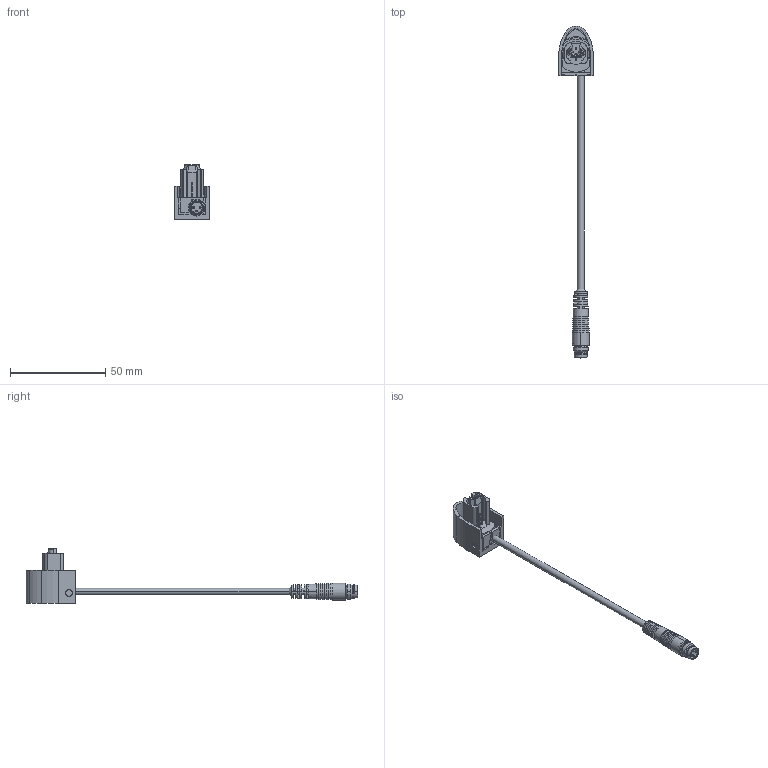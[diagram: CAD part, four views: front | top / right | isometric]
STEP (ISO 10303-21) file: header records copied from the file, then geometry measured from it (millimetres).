
FILE_DESCRIPTION (( 'STEP AP203' ), '1' );
FILE_NAME ('1804-3741_Default.step', '2022-02-03T14:52:08', ( 'Windows User' ), ( '' ), 'SwSTEP 2.0', 'SolidWorks 2021', '' );
FILE_SCHEMA (( 'CONFIG_CONTROL_DESIGN' ));
Length unit declared in the file: millimetre
Products named in the file (1): 1804-3741_Default
Bounding box: 18.4 x 173.9 x 28.8 mm (x, y, z)
Volume: 7808.5 mm3; surface area: 10098.3 mm2
Topology: 14 solids, 14 shells, 570 faces, 1460 edges, 913 vertices
Faces by surface type: cylinder 235, plane 185, bspline 76, cone 74
Entity records: 19472 total; most frequent: CARTESIAN_POINT 5824, DIRECTION 2905, ORIENTED_EDGE 2880, EDGE_CURVE 1440, AXIS2_PLACEMENT_3D 1139, VERTEX_POINT 913, CIRCLE 644, VECTOR 627
